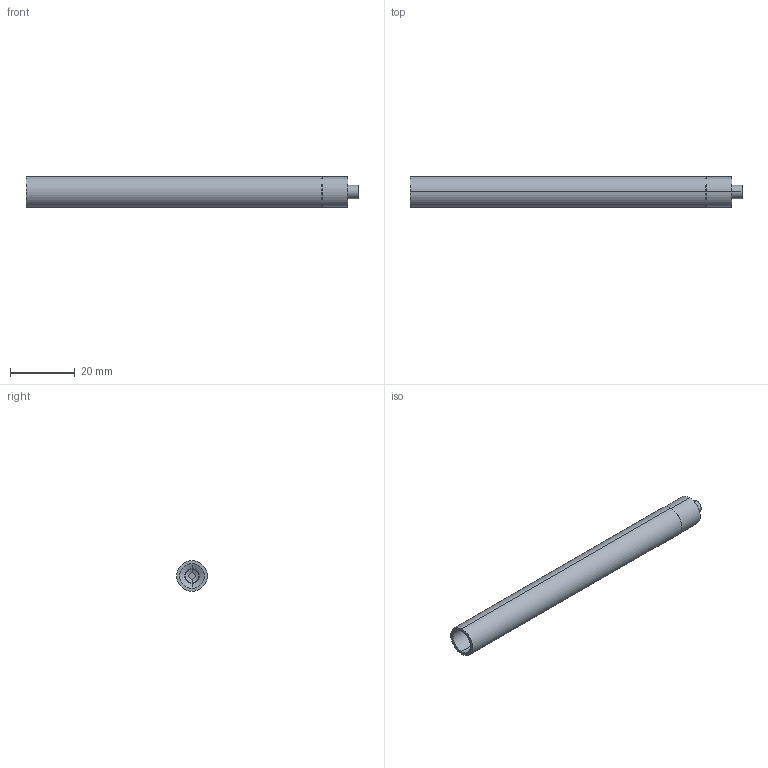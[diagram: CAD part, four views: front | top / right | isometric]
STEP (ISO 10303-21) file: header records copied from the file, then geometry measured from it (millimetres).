
FILE_DESCRIPTION (( 'STEP AP203' ), '1' );
FILE_NAME ('Syringe_cylinder_5ml2.STEP', '2024-08-23T17:04:55', ( '' ), ( '' ), 'SwSTEP 2.0', 'SolidWorks 2022', '' );
FILE_SCHEMA (( 'CONFIG_CONTROL_DESIGN' ));
Length unit declared in the file: millimetre
Products named in the file (1): Syringe_cylinder_5ml2
Bounding box: 102.3 x 9.55 x 9.55 mm (x, y, z)
Volume: 2850.2 mm3; surface area: 5683.5 mm2
Topology: 1 solids, 1 shells, 41 faces, 87 edges, 52 vertices
Faces by surface type: cylinder 19, cone 11, plane 8, bspline 3
Entity records: 1845 total; most frequent: CARTESIAN_POINT 938, ORIENTED_EDGE 174, DIRECTION 171, EDGE_CURVE 87, AXIS2_PLACEMENT_3D 69, VERTEX_POINT 52, EDGE_LOOP 45, FACE_OUTER_BOUND 41
